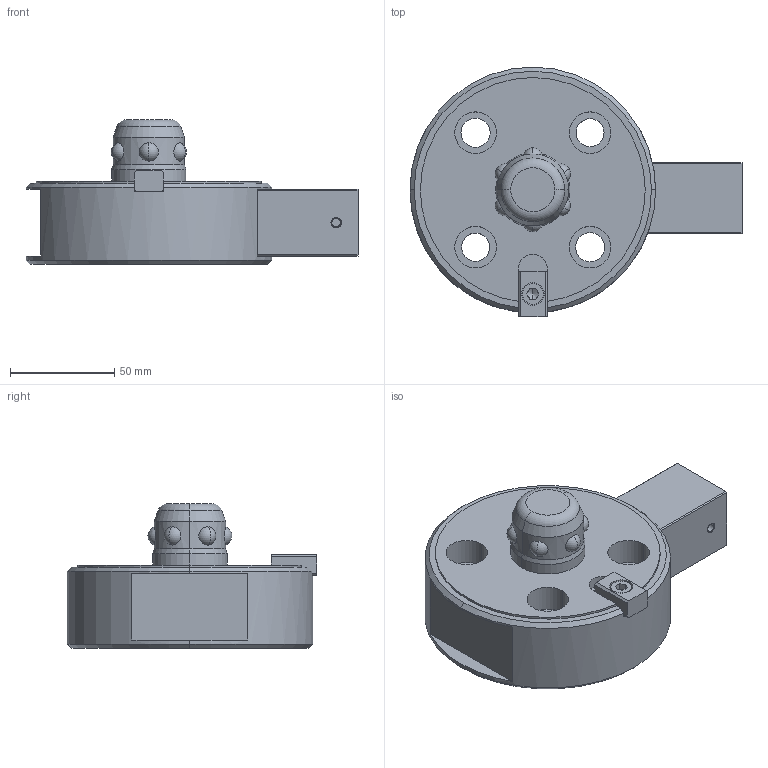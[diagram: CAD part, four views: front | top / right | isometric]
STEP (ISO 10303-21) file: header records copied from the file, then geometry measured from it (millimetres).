
FILE_DESCRIPTION(('STEP AP214'),'1');
FILE_NAME('eh_1990_303.stp','2014-06-18T11:36:41',('TraceParts'),('TraceParts S.A.'),'XStep 1.0',' ',' ');
FILE_SCHEMA(('automotive_design'));
Length unit declared in the file: millimetre
Products named in the file (4): 1; 2; 3; 4
Bounding box: 159.5 x 120 x 69.5 mm (x, y, z)
Volume: 465263.9 mm3; surface area: 58552 mm2
Topology: 4 solids, 4 shells, 124 faces, 287 edges, 187 vertices
Faces by surface type: plane 51, cylinder 42, cone 17, sphere 12, torus 2
Entity records: 7453 total; most frequent: CARTESIAN_POINT 1118, DIRECTION 632, STYLED_ITEM 600, PRESENTATION_STYLE_ASSIGNMENT 600, COLOUR_RGB 600, ORIENTED_EDGE 570, EDGE_CURVE 285, CURVE_STYLE 285
